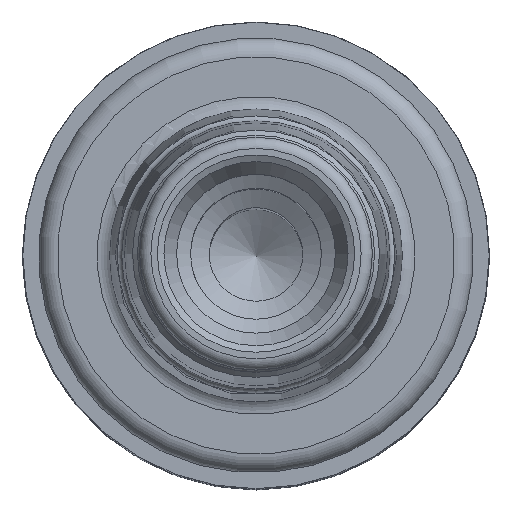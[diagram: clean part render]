
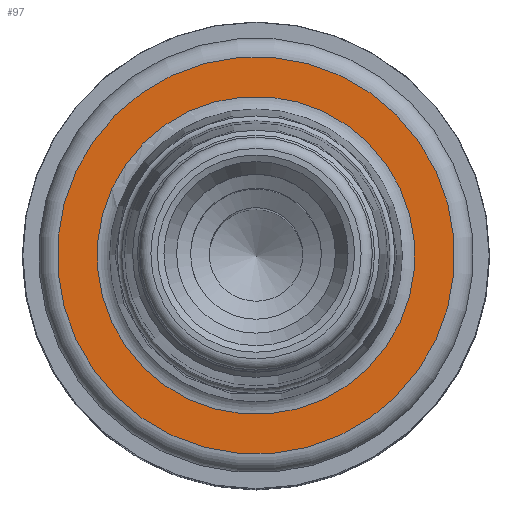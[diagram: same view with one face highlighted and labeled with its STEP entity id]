
A CAD part, top view. The second image highlights one B-rep face of the part: STEP entity #97.
In plain terms, the highlighted planar face has unit normal (0, 0, 1).
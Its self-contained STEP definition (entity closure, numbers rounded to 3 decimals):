
#78=PLANE('',#478);
#97=ADVANCED_FACE('TB_BACK_FACE',(#149,#150),#78,.T.);
#149=FACE_BOUND('',#223,.T.);
#150=FACE_BOUND('',#224,.T.);
#223=EDGE_LOOP('',(#295));
#224=EDGE_LOOP('',(#296));
#295=ORIENTED_EDGE('',*,*,#399,.T.);
#296=ORIENTED_EDGE('',*,*,#400,.T.);
#361=VERTEX_POINT('',#766);
#362=VERTEX_POINT('',#768);
#399=EDGE_CURVE('',#361,#361,#435,.T.);
#400=EDGE_CURVE('',#362,#362,#436,.T.);
#435=CIRCLE('',#476,21.25);
#436=CIRCLE('',#477,17.);
#476=AXIS2_PLACEMENT_3D('',#765,#563,#564);
#477=AXIS2_PLACEMENT_3D('',#767,#565,#566);
#478=AXIS2_PLACEMENT_3D('',#769,#567,#568);
#563=DIRECTION('',(0.,0.,1.));
#564=DIRECTION('',(-0.087,0.996,0.));
#565=DIRECTION('',(0.,0.,-1.));
#566=DIRECTION('',(-0.087,0.996,0.));
#567=DIRECTION('',(0.,0.,1.));
#568=DIRECTION('',(-0.087,0.996,0.));
#765=CARTESIAN_POINT('',(0.,0.,-6.5));
#766=CARTESIAN_POINT('',(-1.843,21.17,-6.5));
#767=CARTESIAN_POINT('',(0.,0.,-6.5));
#768=CARTESIAN_POINT('',(-1.474,16.936,-6.5));
#769=CARTESIAN_POINT('',(0.,0.,-6.5));
